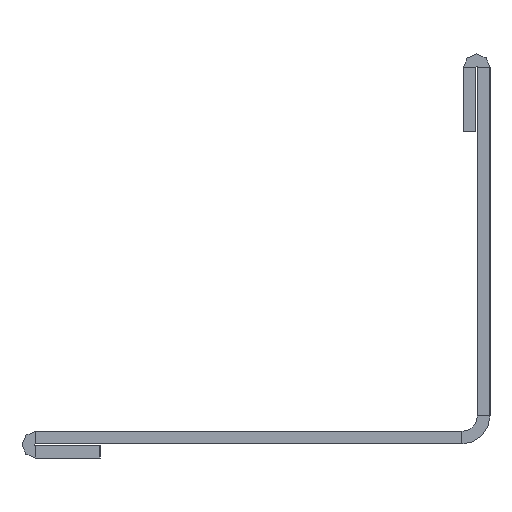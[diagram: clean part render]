
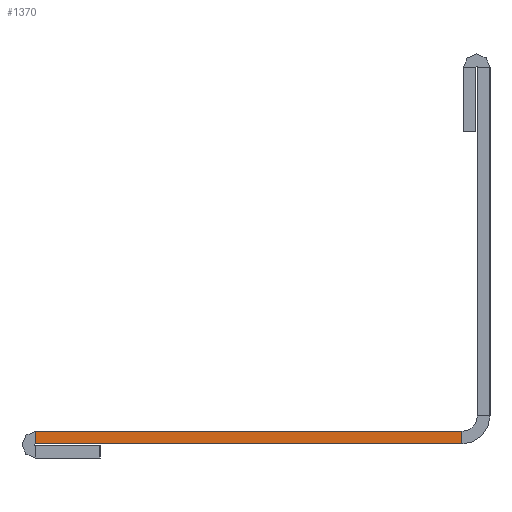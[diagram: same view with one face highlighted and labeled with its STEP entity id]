
A CAD part, left-side view. The second image highlights one B-rep face of the part: STEP entity #1370.
In plain terms, the highlighted planar face has unit normal (-1, 0, 0).
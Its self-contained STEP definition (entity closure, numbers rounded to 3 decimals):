
#71 = VERTEX_POINT ( 'NONE', #233 ) ;
#233 = CARTESIAN_POINT ( 'NONE',  ( 0., 1.8, -24.2 ) ) ;
#359 = LINE ( 'NONE', #3735, #4367 ) ;
#387 = VECTOR ( 'NONE', #5145, 1000. ) ;
#630 = DIRECTION ( 'NONE',  ( 0., 0., 1. ) ) ;
#634 = ORIENTED_EDGE ( 'NONE', *, *, #5895, .T. ) ;
#883 = VECTOR ( 'NONE', #908, 1000. ) ;
#908 = DIRECTION ( 'NONE',  ( 0., 0., 1. ) ) ;
#1313 = EDGE_CURVE ( 'NONE', #1642, #71, #5928, .T. ) ;
#1370 = ADVANCED_FACE ( 'NONE', ( #4844 ), #5290, .T. ) ;
#1642 = VERTEX_POINT ( 'NONE', #3124 ) ;
#2071 = ORIENTED_EDGE ( 'NONE', *, *, #1313, .T. ) ;
#2103 = LINE ( 'NONE', #3587, #883 ) ;
#2178 = LINE ( 'NONE', #3785, #5218 ) ;
#2461 = ORIENTED_EDGE ( 'NONE', *, *, #2567, .F. ) ;
#2567 = EDGE_CURVE ( 'NONE', #1642, #4333, #2178, .T. ) ;
#2582 = AXIS2_PLACEMENT_3D ( 'NONE', #2931, #4769, #630 ) ;
#2738 = VERTEX_POINT ( 'NONE', #5912 ) ;
#2931 = CARTESIAN_POINT ( 'NONE',  ( 0., 0.8, -23.2 ) ) ;
#3057 = EDGE_LOOP ( 'NONE', ( #5470, #2461, #2071, #634 ) ) ;
#3124 = CARTESIAN_POINT ( 'NONE',  ( 0., 1.8, -25. ) ) ;
#3287 = CARTESIAN_POINT ( 'NONE',  ( 0., 1.8, -25. ) ) ;
#3394 = DIRECTION ( 'NONE',  ( 0., 1., 0. ) ) ;
#3587 = CARTESIAN_POINT ( 'NONE',  ( 0., 29.15, -25. ) ) ;
#3735 = CARTESIAN_POINT ( 'NONE',  ( 0., 0., -24.2 ) ) ;
#3785 = CARTESIAN_POINT ( 'NONE',  ( 0., 0., -25. ) ) ;
#4333 = VERTEX_POINT ( 'NONE', #5689 ) ;
#4367 = VECTOR ( 'NONE', #5201, 1000. ) ;
#4639 = EDGE_CURVE ( 'NONE', #4333, #2738, #2103, .T. ) ;
#4769 = DIRECTION ( 'NONE',  ( -1., 0., 0. ) ) ;
#4844 = FACE_OUTER_BOUND ( 'NONE', #3057, .T. ) ;
#5145 = DIRECTION ( 'NONE',  ( 0., 0., 1. ) ) ;
#5201 = DIRECTION ( 'NONE',  ( 0., 1., 0. ) ) ;
#5218 = VECTOR ( 'NONE', #3394, 1000. ) ;
#5290 = PLANE ( 'NONE',  #2582 ) ;
#5470 = ORIENTED_EDGE ( 'NONE', *, *, #4639, .F. ) ;
#5689 = CARTESIAN_POINT ( 'NONE',  ( 0., 29.15, -25. ) ) ;
#5895 = EDGE_CURVE ( 'NONE', #71, #2738, #359, .T. ) ;
#5912 = CARTESIAN_POINT ( 'NONE',  ( 0., 29.15, -24.2 ) ) ;
#5928 = LINE ( 'NONE', #3287, #387 ) ;
